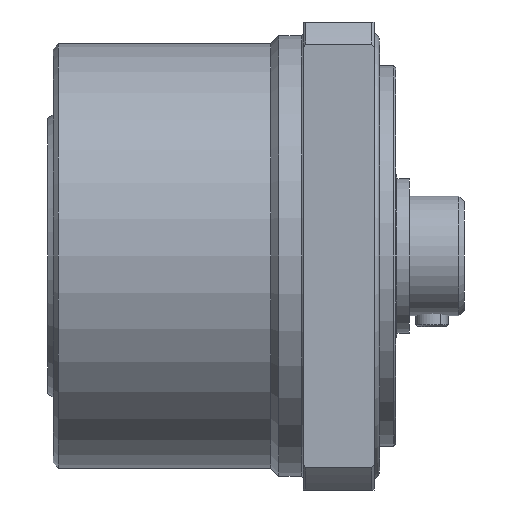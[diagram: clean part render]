
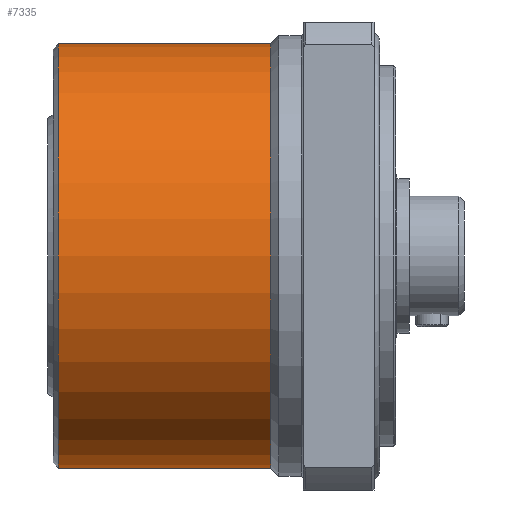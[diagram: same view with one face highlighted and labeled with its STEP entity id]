
A CAD part, front view. The second image highlights one B-rep face of the part: STEP entity #7335.
In plain terms, the highlighted cylindrical face has radius 19.5 mm (diameter 39 mm), a partial arc.
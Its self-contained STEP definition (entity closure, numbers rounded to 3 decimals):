
#18 = CARTESIAN_POINT ( 'NONE',  ( 0.5, 0., 19.5 ) ) ;
#312 = VECTOR ( 'NONE', #5828, 1000. ) ;
#337 = DIRECTION ( 'NONE',  ( 0., 0., 1. ) ) ;
#789 = CARTESIAN_POINT ( 'NONE',  ( 0., 0., 19.5 ) ) ;
#954 = CARTESIAN_POINT ( 'NONE',  ( 0.5, 0., -19.5 ) ) ;
#1093 = CARTESIAN_POINT ( 'NONE',  ( 0., 0., 0. ) ) ;
#1111 = DIRECTION ( 'NONE',  ( 0., 0., 1. ) ) ;
#1446 = ORIENTED_EDGE ( 'NONE', *, *, #6292, .T. ) ;
#1455 = ORIENTED_EDGE ( 'NONE', *, *, #7894, .F. ) ;
#1913 = EDGE_LOOP ( 'NONE', ( #1455, #3409, #1446, #4573 ) ) ;
#2190 = AXIS2_PLACEMENT_3D ( 'NONE', #10394, #7121, #9627 ) ;
#2304 = CARTESIAN_POINT ( 'NONE',  ( 20., 0., -19.5 ) ) ;
#2504 = LINE ( 'NONE', #789, #312 ) ;
#2536 = EDGE_CURVE ( 'NONE', #4164, #7803, #9518, .T. ) ;
#2695 = DIRECTION ( 'NONE',  ( -1., 0., 0. ) ) ;
#3145 = VECTOR ( 'NONE', #5989, 1000. ) ;
#3409 = ORIENTED_EDGE ( 'NONE', *, *, #2536, .T. ) ;
#3936 = CIRCLE ( 'NONE', #2190, 19.5 ) ;
#4164 = VERTEX_POINT ( 'NONE', #2304 ) ;
#4573 = ORIENTED_EDGE ( 'NONE', *, *, #6060, .F. ) ;
#5636 = AXIS2_PLACEMENT_3D ( 'NONE', #1093, #2695, #337 ) ;
#5646 = CYLINDRICAL_SURFACE ( 'NONE', #5636, 19.5 ) ;
#5828 = DIRECTION ( 'NONE',  ( -1., 0., 0. ) ) ;
#5989 = DIRECTION ( 'NONE',  ( -1., 0., 0. ) ) ;
#6060 = EDGE_CURVE ( 'NONE', #9448, #10013, #3936, .T. ) ;
#6087 = DIRECTION ( 'NONE',  ( -1., 0., 0. ) ) ;
#6292 = EDGE_CURVE ( 'NONE', #7803, #10013, #2504, .T. ) ;
#6367 = AXIS2_PLACEMENT_3D ( 'NONE', #9375, #6087, #1111 ) ;
#6390 = LINE ( 'NONE', #10148, #3145 ) ;
#7121 = DIRECTION ( 'NONE',  ( -1., 0., 0. ) ) ;
#7197 = FACE_OUTER_BOUND ( 'NONE', #1913, .T. ) ;
#7335 = ADVANCED_FACE ( 'NONE', ( #7197 ), #5646, .T. ) ;
#7803 = VERTEX_POINT ( 'NONE', #9976 ) ;
#7894 = EDGE_CURVE ( 'NONE', #4164, #9448, #6390, .T. ) ;
#9375 = CARTESIAN_POINT ( 'NONE',  ( 20., 0., 0. ) ) ;
#9448 = VERTEX_POINT ( 'NONE', #954 ) ;
#9518 = CIRCLE ( 'NONE', #6367, 19.5 ) ;
#9627 = DIRECTION ( 'NONE',  ( 0., 0., 1. ) ) ;
#9976 = CARTESIAN_POINT ( 'NONE',  ( 20., 0., 19.5 ) ) ;
#10013 = VERTEX_POINT ( 'NONE', #18 ) ;
#10148 = CARTESIAN_POINT ( 'NONE',  ( 0., 0., -19.5 ) ) ;
#10394 = CARTESIAN_POINT ( 'NONE',  ( 0.5, 0., 0. ) ) ;
